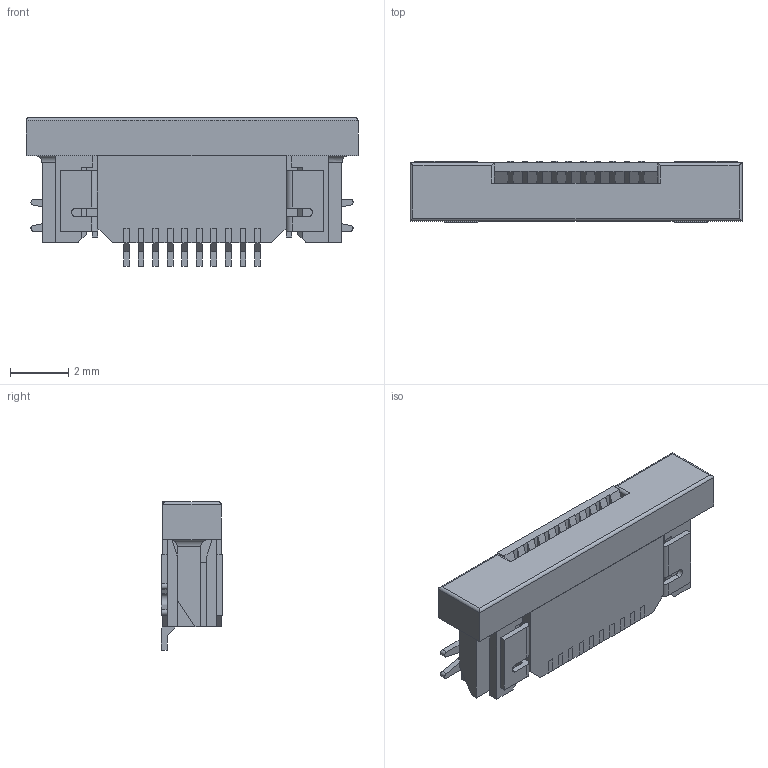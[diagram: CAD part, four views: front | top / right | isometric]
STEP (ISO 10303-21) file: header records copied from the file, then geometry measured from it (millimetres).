
FILE_DESCRIPTION (( 'STEP AP214' ), '1' );
FILE_NAME ('connecctor.STEP', '2020-12-19T22:33:23', ( '' ), ( '' ), 'SwSTEP 2.0', 'SolidWorks 2019', '' );
FILE_SCHEMA (( 'AUTOMOTIVE_DESIGN' ));
Length unit declared in the file: millimetre
Products named in the file (7): 6871xx14522_Patte_2.stp; 6871xx14522_PIN.stp; 68711014522_CAP.stp; 68711014522.stp; 6871xx14522_Patte.stp; 68711014522_Download_STP_68711014522_rev1 (1).stp; connecctor
Assembly tree (15 placements, depth 3):
  connecctor
    68711014522_Download_STP_68711014522_rev1 (1).stp
      6871xx14522_PIN.stp  x10
      6871xx14522_Patte.stp
      6871xx14522_Patte_2.stp
      68711014522.stp
      68711014522_CAP.stp
Bounding box: 11.4 x 2.1 x 5.1 mm (x, y, z)
Volume: 74.7 mm3; surface area: 448.4 mm2
Topology: 14 solids, 14 shells, 608 faces, 1796 edges, 1178 vertices
Faces by surface type: plane 567, cylinder 41
Entity records: 13837 total; most frequent: CARTESIAN_POINT 2485, ORIENTED_EDGE 2458, DIRECTION 2115, EDGE_CURVE 1229, VECTOR 1159, LINE 1159, VERTEX_POINT 800, AXIS2_PLACEMENT_3D 478
